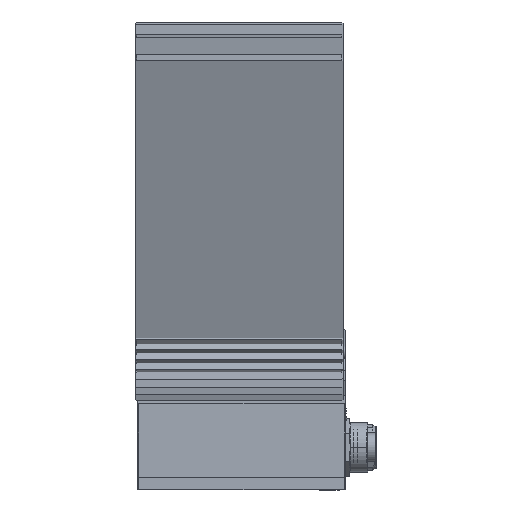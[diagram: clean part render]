
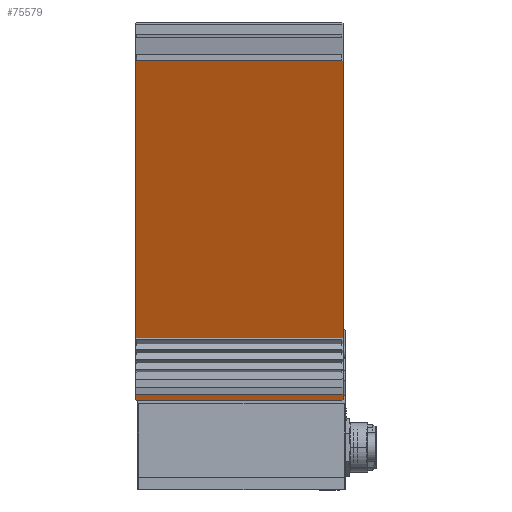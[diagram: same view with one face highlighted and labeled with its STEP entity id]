
A CAD part, left-side view. The second image highlights one B-rep face of the part: STEP entity #75579.
In plain terms, the highlighted face is planar.
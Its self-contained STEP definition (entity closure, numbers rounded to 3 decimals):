
#29842=PLANE('',#73355);
#31165=VECTOR('',#54409,1.);
#31172=VECTOR('',#54422,1.);
#31173=VECTOR('',#54423,1.);
#31174=VECTOR('',#54424,1.);
#31175=VECTOR('',#54425,1.);
#31176=VECTOR('',#54426,1.);
#31177=VECTOR('',#54427,1.);
#31178=VECTOR('',#54428,1.);
#32832=LINE('',#66093,#31165);
#32839=LINE('',#66111,#31172);
#32840=LINE('',#66113,#31173);
#32841=LINE('',#66115,#31174);
#32842=LINE('',#66117,#31175);
#32843=LINE('',#66119,#31176);
#32844=LINE('',#66121,#31177);
#32845=LINE('',#66122,#31178);
#37710=ORIENTED_EDGE('',*,*,#45197,.T.);
#37711=ORIENTED_EDGE('',*,*,#45206,.T.);
#37712=ORIENTED_EDGE('',*,*,#45207,.T.);
#37713=ORIENTED_EDGE('',*,*,#45208,.T.);
#37714=ORIENTED_EDGE('',*,*,#45209,.T.);
#37715=ORIENTED_EDGE('',*,*,#45210,.T.);
#37716=ORIENTED_EDGE('',*,*,#45211,.T.);
#37717=ORIENTED_EDGE('',*,*,#45212,.T.);
#37718=ORIENTED_EDGE('',*,*,#45213,.F.);
#40570=CIRCLE('',#73356,2.);
#42344=VERTEX_POINT('',#66091);
#42345=VERTEX_POINT('',#66092);
#42353=VERTEX_POINT('',#66110);
#42354=VERTEX_POINT('',#66112);
#42355=VERTEX_POINT('',#66114);
#42356=VERTEX_POINT('',#66116);
#42357=VERTEX_POINT('',#66118);
#42358=VERTEX_POINT('',#66120);
#42359=VERTEX_POINT('',#66123);
#45197=EDGE_CURVE('',#42344,#42345,#32832,.T.);
#45206=EDGE_CURVE('',#42345,#42353,#32839,.T.);
#45207=EDGE_CURVE('',#42353,#42354,#32840,.T.);
#45208=EDGE_CURVE('',#42354,#42355,#32841,.T.);
#45209=EDGE_CURVE('',#42355,#42356,#32842,.T.);
#45210=EDGE_CURVE('',#42356,#42357,#32843,.T.);
#45211=EDGE_CURVE('',#42357,#42358,#32844,.T.);
#45212=EDGE_CURVE('',#42358,#42344,#32845,.T.);
#45213=EDGE_CURVE('',#42359,#42359,#40570,.T.);
#47188=EDGE_LOOP('',(#37710,#37711,#37712,#37713,#37714,#37715,#37716,#37717));
#47189=EDGE_LOOP('',(#37718));
#48916=FACE_BOUND('',#47188,.T.);
#48917=FACE_BOUND('',#47189,.T.);
#54409=DIRECTION('',(174.,0.,0.));
#54420=DIRECTION('',(0.,0.,1.));
#54421=DIRECTION('',(0.,-1.,0.));
#54422=DIRECTION('',(0.5,0.5,0.));
#54423=DIRECTION('',(0.,99.,0.));
#54424=DIRECTION('',(-0.5,0.5,0.));
#54425=DIRECTION('',(-174.,0.,0.));
#54426=DIRECTION('',(-0.5,-0.5,0.));
#54427=DIRECTION('',(0.,-99.,0.));
#54428=DIRECTION('',(0.5,-0.5,0.));
#54429=DIRECTION('',(0.,0.,1.));
#54430=DIRECTION('',(0.,-2.,0.));
#66091=CARTESIAN_POINT('',(0.5,0.,8.));
#66092=CARTESIAN_POINT('',(174.5,0.,8.));
#66093=CARTESIAN_POINT('',(0.5,0.,8.));
#66109=CARTESIAN_POINT('',(0.5,0.,8.));
#66110=CARTESIAN_POINT('',(175.,0.5,8.));
#66111=CARTESIAN_POINT('',(174.5,0.,8.));
#66112=CARTESIAN_POINT('',(175.,99.5,8.));
#66113=CARTESIAN_POINT('',(175.,0.5,8.));
#66114=CARTESIAN_POINT('',(174.5,100.,8.));
#66115=CARTESIAN_POINT('',(175.,99.5,8.));
#66116=CARTESIAN_POINT('',(0.5,100.,8.));
#66117=CARTESIAN_POINT('',(174.5,100.,8.));
#66118=CARTESIAN_POINT('',(0.,99.5,8.));
#66119=CARTESIAN_POINT('',(0.5,100.,8.));
#66120=CARTESIAN_POINT('',(0.,0.5,8.));
#66121=CARTESIAN_POINT('',(0.,99.5,8.));
#66122=CARTESIAN_POINT('',(0.,0.5,8.));
#66123=CARTESIAN_POINT('',(17.,2.,8.));
#66124=CARTESIAN_POINT('',(17.,4.,8.));
#73355=AXIS2_PLACEMENT_3D('',#66109,#54420,#54421);
#73356=AXIS2_PLACEMENT_3D('',#66124,#54429,#54430);
#75579=ADVANCED_FACE('',(#48916,#48917),#29842,.T.);
